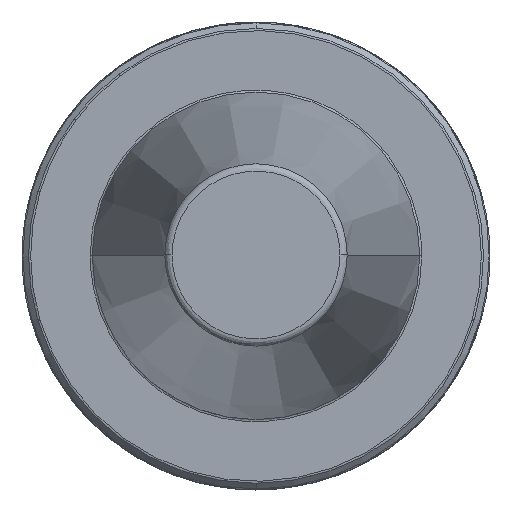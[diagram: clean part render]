
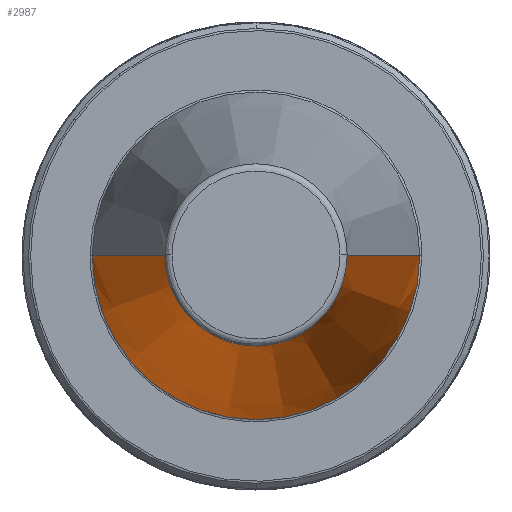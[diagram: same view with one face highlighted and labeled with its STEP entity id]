
A CAD part, top view. The second image highlights one B-rep face of the part: STEP entity #2987.
In plain terms, the highlighted conical face has half-angle 8.297 degrees and reference radius 22.225 mm.
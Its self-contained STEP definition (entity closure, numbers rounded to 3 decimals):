
#2 = FACE_OUTER_BOUND ( 'NONE', #1926, .T. ) ;
#199 = DIRECTION ( 'NONE',  ( -1., 0., 0. ) ) ;
#348 = VECTOR ( 'NONE', #2950, 1000. ) ;
#425 = DIRECTION ( 'NONE',  ( -1., 0., 0. ) ) ;
#462 = AXIS2_PLACEMENT_3D ( 'NONE', #2403, #1144, #199 ) ;
#728 = EDGE_CURVE ( 'NONE', #3503, #2074, #2038, .T. ) ;
#742 = CIRCLE ( 'NONE', #3230, 12.375 ) ;
#973 = EDGE_CURVE ( 'NONE', #1331, #2074, #3275, .T. ) ;
#994 = EDGE_CURVE ( 'NONE', #3503, #4134, #742, .T. ) ;
#1144 = DIRECTION ( 'NONE',  ( 0., 0., -1. ) ) ;
#1179 = EDGE_CURVE ( 'NONE', #4134, #1331, #3730, .T. ) ;
#1185 = VECTOR ( 'NONE', #1854, 1000. ) ;
#1322 = CARTESIAN_POINT ( 'NONE',  ( 0., 0., 67.544 ) ) ;
#1331 = VERTEX_POINT ( 'NONE', #3194 ) ;
#1555 = DIRECTION ( 'NONE',  ( 0., 0., -1. ) ) ;
#1587 = DIRECTION ( 'NONE',  ( 0., 0., 1. ) ) ;
#1811 = DIRECTION ( 'NONE',  ( -1., 0., 0. ) ) ;
#1854 = DIRECTION ( 'NONE',  ( -0.144, 0., -0.99 ) ) ;
#1926 = EDGE_LOOP ( 'NONE', ( #2779, #3032, #2281, #3886 ) ) ;
#1972 = CARTESIAN_POINT ( 'NONE',  ( 22.225, 0., 0. ) ) ;
#2038 = LINE ( 'NONE', #2626, #348 ) ;
#2074 = VERTEX_POINT ( 'NONE', #1972 ) ;
#2281 = ORIENTED_EDGE ( 'NONE', *, *, #1179, .T. ) ;
#2403 = CARTESIAN_POINT ( 'NONE',  ( 0., 0., 0. ) ) ;
#2564 = CARTESIAN_POINT ( 'NONE',  ( 12.375, 0., 67.544 ) ) ;
#2571 = AXIS2_PLACEMENT_3D ( 'NONE', #3970, #1587, #425 ) ;
#2626 = CARTESIAN_POINT ( 'NONE',  ( 22.225, 0., 0. ) ) ;
#2779 = ORIENTED_EDGE ( 'NONE', *, *, #728, .F. ) ;
#2799 = CARTESIAN_POINT ( 'NONE',  ( -12.375, 0., 67.544 ) ) ;
#2950 = DIRECTION ( 'NONE',  ( 0.144, 0., -0.99 ) ) ;
#2987 = ADVANCED_FACE ( 'NONE', ( #2 ), #3185, .T. ) ;
#3032 = ORIENTED_EDGE ( 'NONE', *, *, #994, .T. ) ;
#3185 = CONICAL_SURFACE ( 'NONE', #462, 22.225, 0.145 ) ;
#3194 = CARTESIAN_POINT ( 'NONE',  ( -22.225, 0., 0. ) ) ;
#3230 = AXIS2_PLACEMENT_3D ( 'NONE', #1322, #1555, #1811 ) ;
#3275 = CIRCLE ( 'NONE', #2571, 22.225 ) ;
#3503 = VERTEX_POINT ( 'NONE', #2564 ) ;
#3730 = LINE ( 'NONE', #3769, #1185 ) ;
#3769 = CARTESIAN_POINT ( 'NONE',  ( -22.225, 0., 0. ) ) ;
#3886 = ORIENTED_EDGE ( 'NONE', *, *, #973, .T. ) ;
#3970 = CARTESIAN_POINT ( 'NONE',  ( 0., 0., 0. ) ) ;
#4134 = VERTEX_POINT ( 'NONE', #2799 ) ;
